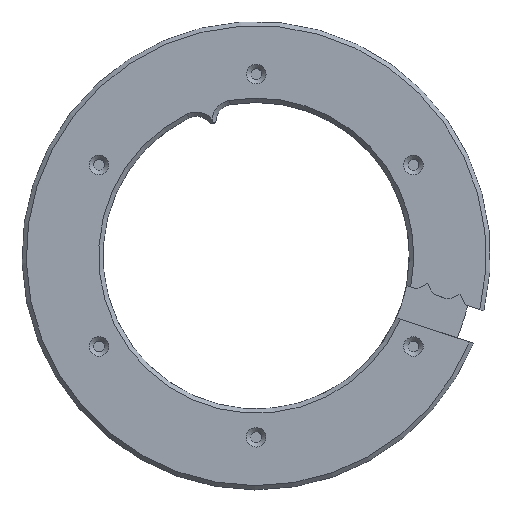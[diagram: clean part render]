
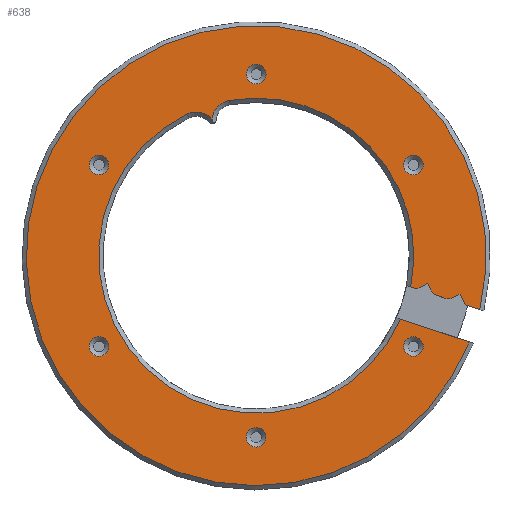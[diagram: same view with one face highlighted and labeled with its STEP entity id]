
A CAD part, top view. The second image highlights one B-rep face of the part: STEP entity #638.
In plain terms, the highlighted planar face has unit normal (0, 0, 1).
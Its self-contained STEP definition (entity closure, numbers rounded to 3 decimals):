
#54=CIRCLE('',#699,1.15);
#55=CIRCLE('',#700,1.15);
#56=CIRCLE('',#701,1.15);
#57=CIRCLE('',#702,1.15);
#58=CIRCLE('',#703,1.15);
#59=CIRCLE('',#704,1.15);
#60=CIRCLE('',#705,1.);
#61=CIRCLE('',#706,27.);
#62=CIRCLE('',#707,18.5);
#63=CIRCLE('',#708,2.5);
#64=CIRCLE('',#709,2.5);
#65=CIRCLE('',#710,18.5);
#66=CIRCLE('',#711,1.);
#111=ORIENTED_EDGE('',*,*,#283,.T.);
#112=ORIENTED_EDGE('',*,*,#284,.T.);
#113=ORIENTED_EDGE('',*,*,#285,.T.);
#114=ORIENTED_EDGE('',*,*,#286,.T.);
#115=ORIENTED_EDGE('',*,*,#287,.T.);
#116=ORIENTED_EDGE('',*,*,#288,.T.);
#117=ORIENTED_EDGE('',*,*,#289,.T.);
#118=ORIENTED_EDGE('',*,*,#290,.T.);
#119=ORIENTED_EDGE('',*,*,#291,.F.);
#120=ORIENTED_EDGE('',*,*,#292,.F.);
#121=ORIENTED_EDGE('',*,*,#282,.T.);
#122=ORIENTED_EDGE('',*,*,#293,.T.);
#123=ORIENTED_EDGE('',*,*,#294,.T.);
#124=ORIENTED_EDGE('',*,*,#295,.T.);
#125=ORIENTED_EDGE('',*,*,#296,.T.);
#126=ORIENTED_EDGE('',*,*,#297,.T.);
#127=ORIENTED_EDGE('',*,*,#298,.T.);
#128=ORIENTED_EDGE('',*,*,#299,.T.);
#129=ORIENTED_EDGE('',*,*,#300,.T.);
#130=ORIENTED_EDGE('',*,*,#301,.T.);
#131=ORIENTED_EDGE('',*,*,#302,.T.);
#282=EDGE_CURVE('',#363,#368,#428,.T.);
#283=EDGE_CURVE('',#369,#369,#54,.T.);
#284=EDGE_CURVE('',#370,#370,#55,.T.);
#285=EDGE_CURVE('',#371,#371,#56,.T.);
#286=EDGE_CURVE('',#372,#372,#57,.T.);
#287=EDGE_CURVE('',#373,#373,#58,.T.);
#288=EDGE_CURVE('',#374,#374,#59,.T.);
#289=EDGE_CURVE('',#375,#376,#429,.T.);
#290=EDGE_CURVE('',#376,#377,#60,.F.);
#291=EDGE_CURVE('',#378,#377,#430,.T.);
#292=EDGE_CURVE('',#363,#378,#431,.T.);
#293=EDGE_CURVE('',#368,#379,#61,.F.);
#294=EDGE_CURVE('',#379,#380,#432,.T.);
#295=EDGE_CURVE('',#380,#381,#62,.T.);
#296=EDGE_CURVE('',#381,#382,#63,.T.);
#297=EDGE_CURVE('',#382,#383,#64,.T.);
#298=EDGE_CURVE('',#383,#384,#65,.T.);
#299=EDGE_CURVE('',#384,#385,#433,.T.);
#300=EDGE_CURVE('',#385,#386,#434,.T.);
#301=EDGE_CURVE('',#386,#387,#435,.T.);
#302=EDGE_CURVE('',#387,#375,#66,.F.);
#363=VERTEX_POINT('',#997);
#368=VERTEX_POINT('',#1013);
#369=VERTEX_POINT('',#1017);
#370=VERTEX_POINT('',#1019);
#371=VERTEX_POINT('',#1021);
#372=VERTEX_POINT('',#1023);
#373=VERTEX_POINT('',#1025);
#374=VERTEX_POINT('',#1027);
#375=VERTEX_POINT('',#1029);
#376=VERTEX_POINT('',#1030);
#377=VERTEX_POINT('',#1032);
#378=VERTEX_POINT('',#1034);
#379=VERTEX_POINT('',#1037);
#380=VERTEX_POINT('',#1039);
#381=VERTEX_POINT('',#1041);
#382=VERTEX_POINT('',#1043);
#383=VERTEX_POINT('',#1045);
#384=VERTEX_POINT('',#1047);
#385=VERTEX_POINT('',#1049);
#386=VERTEX_POINT('',#1051);
#387=VERTEX_POINT('',#1053);
#428=LINE('',#1014,#464);
#429=LINE('',#1028,#465);
#430=LINE('',#1033,#466);
#431=LINE('',#1035,#467);
#432=LINE('',#1038,#468);
#433=LINE('',#1048,#469);
#434=LINE('',#1050,#470);
#435=LINE('',#1052,#471);
#464=VECTOR('',#791,1000.);
#465=VECTOR('',#806,1000.);
#466=VECTOR('',#809,1000.);
#467=VECTOR('',#810,1000.);
#468=VECTOR('',#813,1000.);
#469=VECTOR('',#822,1000.);
#470=VECTOR('',#823,1000.);
#471=VECTOR('',#824,1000.);
#497=EDGE_LOOP('',(#111));
#498=EDGE_LOOP('',(#112));
#499=EDGE_LOOP('',(#113));
#500=EDGE_LOOP('',(#114));
#501=EDGE_LOOP('',(#115));
#502=EDGE_LOOP('',(#116));
#503=EDGE_LOOP('',(#117,#118,#119,#120,#121,#122,#123,#124,#125,#126,#127,
#128,#129,#130,#131));
#559=FACE_BOUND('',#497,.T.);
#560=FACE_BOUND('',#498,.T.);
#561=FACE_BOUND('',#499,.T.);
#562=FACE_BOUND('',#500,.T.);
#563=FACE_BOUND('',#501,.T.);
#564=FACE_BOUND('',#502,.T.);
#565=FACE_BOUND('',#503,.T.);
#621=PLANE('',#698);
#638=ADVANCED_FACE('',(#559,#560,#561,#562,#563,#564,#565),#621,.F.);
#698=AXIS2_PLACEMENT_3D('',#1015,#792,#793);
#699=AXIS2_PLACEMENT_3D('',#1016,#794,#795);
#700=AXIS2_PLACEMENT_3D('',#1018,#796,#797);
#701=AXIS2_PLACEMENT_3D('',#1020,#798,#799);
#702=AXIS2_PLACEMENT_3D('',#1022,#800,#801);
#703=AXIS2_PLACEMENT_3D('',#1024,#802,#803);
#704=AXIS2_PLACEMENT_3D('',#1026,#804,#805);
#705=AXIS2_PLACEMENT_3D('',#1031,#807,#808);
#706=AXIS2_PLACEMENT_3D('',#1036,#811,#812);
#707=AXIS2_PLACEMENT_3D('',#1040,#814,#815);
#708=AXIS2_PLACEMENT_3D('',#1042,#816,#817);
#709=AXIS2_PLACEMENT_3D('',#1044,#818,#819);
#710=AXIS2_PLACEMENT_3D('',#1046,#820,#821);
#711=AXIS2_PLACEMENT_3D('',#1054,#825,#826);
#791=DIRECTION('',(0.95,-0.312,0.));
#792=DIRECTION('',(0.,0.,-1.));
#793=DIRECTION('',(-1.,0.,0.));
#794=DIRECTION('',(0.,0.,-1.));
#795=DIRECTION('',(-1.,0.,0.));
#796=DIRECTION('',(0.,0.,-1.));
#797=DIRECTION('',(-1.,0.,0.));
#798=DIRECTION('',(0.,0.,-1.));
#799=DIRECTION('',(-1.,0.,0.));
#800=DIRECTION('',(0.,0.,-1.));
#801=DIRECTION('',(-1.,0.,0.));
#802=DIRECTION('',(0.,0.,-1.));
#803=DIRECTION('',(-1.,0.,0.));
#804=DIRECTION('',(0.,0.,-1.));
#805=DIRECTION('',(-1.,0.,0.));
#806=DIRECTION('',(0.95,-0.312,0.));
#807=DIRECTION('',(0.,0.,-1.));
#808=DIRECTION('',(-1.,0.,0.));
#809=DIRECTION('',(-0.893,-0.451,0.));
#810=DIRECTION('',(-0.451,0.893,0.));
#811=DIRECTION('',(0.,0.,-1.));
#812=DIRECTION('',(-1.,0.,0.));
#813=DIRECTION('',(-0.95,0.312,0.));
#814=DIRECTION('',(0.,0.,-1.));
#815=DIRECTION('',(-1.,0.,0.));
#816=DIRECTION('',(0.,0.,-1.));
#817=DIRECTION('',(-1.,0.,0.));
#818=DIRECTION('',(0.,0.,-1.));
#819=DIRECTION('',(-1.,0.,0.));
#820=DIRECTION('',(0.,0.,-1.));
#821=DIRECTION('',(-1.,0.,0.));
#822=DIRECTION('',(0.95,-0.312,0.));
#823=DIRECTION('',(0.893,0.451,0.));
#824=DIRECTION('',(0.451,-0.893,0.));
#825=DIRECTION('',(0.,0.,-1.));
#826=DIRECTION('',(-1.,0.,0.));
#997=CARTESIAN_POINT('',(24.568,-5.76,13.9));
#1013=CARTESIAN_POINT('',(26.252,-6.313,13.9));
#1014=CARTESIAN_POINT('',(0.687,2.09,13.9));
#1015=CARTESIAN_POINT('',(0.,0.,13.9));
#1016=CARTESIAN_POINT('',(0.,21.313,13.9));
#1017=CARTESIAN_POINT('',(-1.15,21.313,13.9));
#1018=CARTESIAN_POINT('',(18.457,10.656,13.9));
#1019=CARTESIAN_POINT('',(17.307,10.656,13.9));
#1020=CARTESIAN_POINT('',(18.457,-10.656,13.9));
#1021=CARTESIAN_POINT('',(17.307,-10.656,13.9));
#1022=CARTESIAN_POINT('',(0.,-21.313,13.9));
#1023=CARTESIAN_POINT('',(-1.15,-21.313,13.9));
#1024=CARTESIAN_POINT('',(-18.457,-10.656,13.9));
#1025=CARTESIAN_POINT('',(-19.607,-10.656,13.9));
#1026=CARTESIAN_POINT('',(-18.457,10.656,13.9));
#1027=CARTESIAN_POINT('',(-19.607,10.656,13.9));
#1028=CARTESIAN_POINT('',(0.687,2.09,13.9));
#1029=CARTESIAN_POINT('',(21.162,-4.64,13.9));
#1030=CARTESIAN_POINT('',(22.275,-5.006,13.9));
#1031=CARTESIAN_POINT('',(22.587,-4.056,13.9));
#1032=CARTESIAN_POINT('',(23.038,-4.948,13.9));
#1033=CARTESIAN_POINT('',(22.668,-5.135,13.9));
#1034=CARTESIAN_POINT('',(23.931,-4.497,13.9));
#1035=CARTESIAN_POINT('',(23.931,-4.497,13.9));
#1036=CARTESIAN_POINT('',(0.,0.,13.9));
#1037=CARTESIAN_POINT('',(25.031,-10.122,13.9));
#1038=CARTESIAN_POINT('',(-0.562,-1.71,13.9));
#1039=CARTESIAN_POINT('',(16.93,-7.459,13.9));
#1040=CARTESIAN_POINT('',(0.,0.,13.9));
#1041=CARTESIAN_POINT('',(-8.146,16.61,13.9));
#1042=CARTESIAN_POINT('',(-7.045,14.365,13.9));
#1043=CARTESIAN_POINT('',(-5.189,16.04,13.9));
#1044=CARTESIAN_POINT('',(-2.704,15.77,13.9));
#1045=CARTESIAN_POINT('',(-3.126,18.234,13.9));
#1046=CARTESIAN_POINT('',(0.,0.,13.9));
#1047=CARTESIAN_POINT('',(18.137,-3.646,13.9));
#1048=CARTESIAN_POINT('',(0.687,2.09,13.9));
#1049=CARTESIAN_POINT('',(18.868,-3.886,13.9));
#1050=CARTESIAN_POINT('',(18.868,-3.886,13.9));
#1051=CARTESIAN_POINT('',(20.131,-3.248,13.9));
#1052=CARTESIAN_POINT('',(20.131,-3.248,13.9));
#1053=CARTESIAN_POINT('',(20.582,-4.141,13.9));
#1054=CARTESIAN_POINT('',(21.474,-3.69,13.9));
